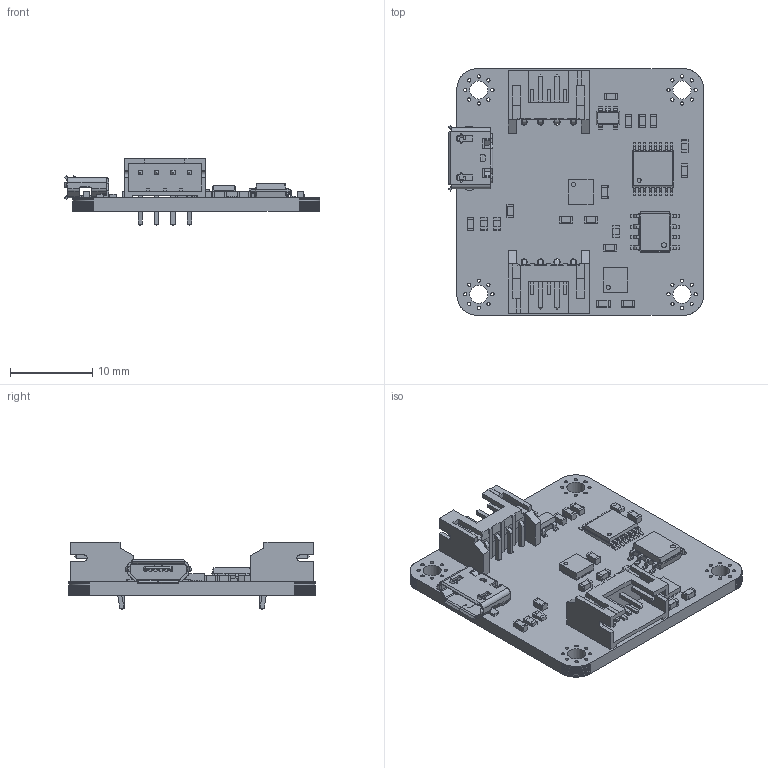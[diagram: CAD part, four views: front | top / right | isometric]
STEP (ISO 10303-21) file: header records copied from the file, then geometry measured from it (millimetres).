
FILE_DESCRIPTION(('FreeCAD Model'),'2;1');
FILE_NAME('IMUCapture.step', '2019-02-04T20:36:50',('Author'),(''), 'Open CASCADE STEP processor 7.2','FreeCAD','Unknown');
FILE_SCHEMA(('AUTOMOTIVE_DESIGN { 1 0 10303 214 1 1 1 1 }'));
Length unit declared in the file: millimetre
Products named in the file (31): IMUCapture; Board_Geoms; Pcb; PCB_Sketch; Step_Models; Top; C11_C_0603_5C47C8DF; U2_TSSOP_16_44x5mm_Pitch065mm_5C47CB0E; C1_C_0603_5C47C846; C2_C_0603_5C47C857; C3_C_0603_5C47C868; C4_C_0603_5C47C879; C6_C_0603_5C47C88A; C7_C_0603_5C47C89B; C8_C_0603_5C47C8AC; C9_C_0603_5C47C8BD; C10_C_0603_5C47C8CE; C12_C_0603_5C47C8F0; D1_C_0603_5C47C905; R1_R_0603_5C47CAA6; R2_R_0603_5C47CAB7; R3_R_0603_5C47CAC8; R4_R_0603_5C47CAD9; U1_SOT_23_5_5C47CAEE; U3_DFN-12-1EP_3x3mm_Pitch0.45mm_5C47CB2D; U4_SOIC-8_3.9x4.9mm_Pitch1.27mm_5C47CB4A; U5_QFN-24-1EP_3x3mm_Pitch0.4mm_5C47CB7A; C5_C_0603_5C47D793; J5_S04B_PH_K_5C57E076; J6_S04B_PH_K_5C57E0A6; J4_USB_Micro-B_Molex_47346-0001_5C544C86
Assembly tree (30 placements, depth 4):
  IMUCapture
    Board_Geoms
      Pcb
      PCB_Sketch
    Step_Models
      Top
        C11_C_0603_5C47C8DF
        U2_TSSOP_16_44x5mm_Pitch065mm_5C47CB0E
        C1_C_0603_5C47C846
        C2_C_0603_5C47C857
        C3_C_0603_5C47C868
        C4_C_0603_5C47C879
        C6_C_0603_5C47C88A
        C7_C_0603_5C47C89B
        C8_C_0603_5C47C8AC
        C9_C_0603_5C47C8BD
        C10_C_0603_5C47C8CE
        C12_C_0603_5C47C8F0
        D1_C_0603_5C47C905
        R1_R_0603_5C47CAA6
        R2_R_0603_5C47CAB7
        R3_R_0603_5C47CAC8
        R4_R_0603_5C47CAD9
        U1_SOT_23_5_5C47CAEE
        U3_DFN-12-1EP_3x3mm_Pitch0.45mm_5C47CB2D
        U4_SOIC-8_3.9x4.9mm_Pitch1.27mm_5C47CB4A
        U5_QFN-24-1EP_3x3mm_Pitch0.4mm_5C47CB7A
        C5_C_0603_5C47D793
        J5_S04B_PH_K_5C57E076
        J6_S04B_PH_K_5C57E0A6
        J4_USB_Micro-B_Molex_47346-0001_5C544C86
Bounding box: 31.04 x 30 x 8.25 mm (x, y, z)
Volume: 1817 mm3; surface area: 3564.7 mm2
Topology: 26 solids, 26 shells, 2255 faces, 6411 edges, 4360 vertices
Faces by surface type: plane 1629, cylinder 533, bspline 89, sphere 4
Full cylindrical faces by diameter (mm): 0.4 x32, 0.5 x3, 0.6 x1, 0.75 x8, 2.2 x4
Entity records: 87948 total; most frequent: CARTESIAN_POINT 13790, ORIENTED_EDGE 12550, DIRECTION 11810, EDGE_CURVE 6275, LINE 5194, VECTOR 5194, VERTEX_POINT 4096, AXIS2_PLACEMENT_3D 3308
